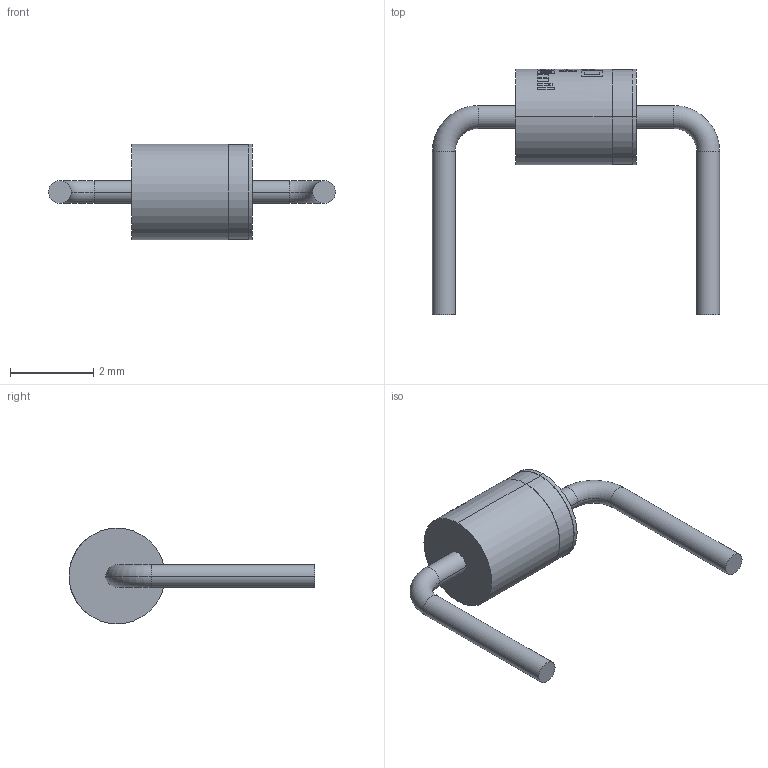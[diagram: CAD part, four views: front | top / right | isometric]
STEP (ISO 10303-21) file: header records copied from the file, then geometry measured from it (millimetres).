
FILE_DESCRIPTION (( 'STEP AP214' ), '1' );
FILE_NAME ('R-1_Min_250mil_rev1.0.STEP', '2023-03-16T22:57:22', ( '' ), ( '' ), 'SwSTEP 2.0', 'SolidWorks 2020', '' );
FILE_SCHEMA (( 'AUTOMOTIVE_DESIGN' ));
Length unit declared in the file: millimetre
Products named in the file (1): R-1_Min_250mil_rev1.0
Bounding box: 6.9 x 5.9 x 2.3 mm (x, y, z)
Volume: 14.9 mm3; surface area: 50.5 mm2
Topology: 1 solids, 1 shells, 46 faces, 225 edges, 207 vertices
Faces by surface type: cylinder 36, plane 6, torus 4
Entity records: 3146 total; most frequent: CARTESIAN_POINT 681, ORIENTED_EDGE 450, DIRECTION 360, EDGE_CURVE 225, VERTEX_POINT 207, AXIS2_PLACEMENT_3D 142, CIRCLE 95, LINE 76
